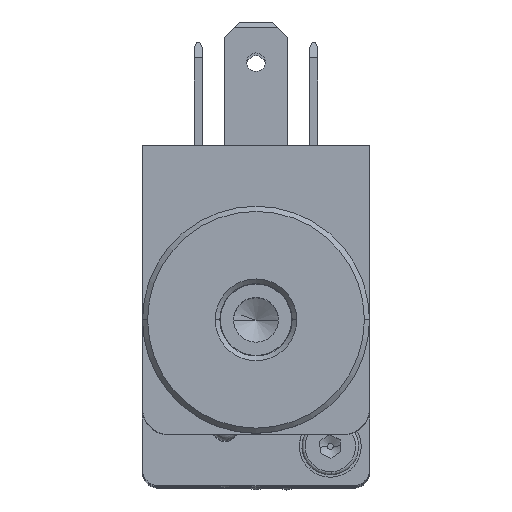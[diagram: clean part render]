
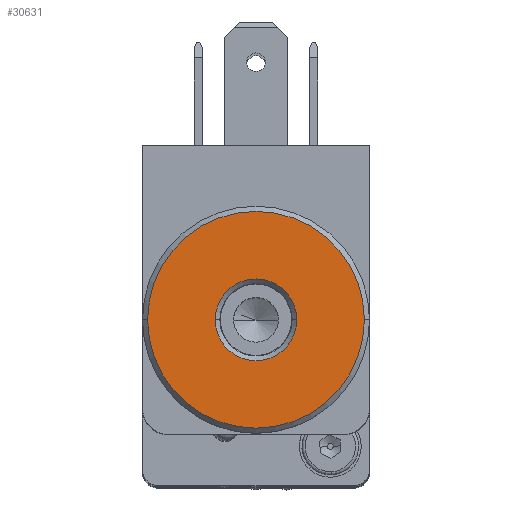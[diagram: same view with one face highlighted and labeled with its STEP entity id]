
A CAD part, top view. The second image highlights one B-rep face of the part: STEP entity #30631.
In plain terms, the highlighted face is planar.
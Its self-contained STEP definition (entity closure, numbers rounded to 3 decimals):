
#30401=CARTESIAN_POINT('',(-10.5,0.,-2.25));
#30402=VERTEX_POINT('',#30401);
#30409=CARTESIAN_POINT('',(10.5,0.0,-2.25));
#30410=VERTEX_POINT('',#30409);
#30411=CARTESIAN_POINT('',(0.0,0.0,-2.25));
#30412=DIRECTION('',(0.0,0.0,1.0));
#30413=DIRECTION('',(-1.0,0.0,0.0));
#30414=AXIS2_PLACEMENT_3D('',#30411,#30412,#30413);
#30415=CIRCLE('',#30414,10.5);
#30416=EDGE_CURVE('',#30402,#30410,#30415,.T.);
#30475=CARTESIAN_POINT('',(-3.956,0.,-2.25));
#30476=VERTEX_POINT('',#30475);
#30490=CARTESIAN_POINT('',(3.956,0.0,-2.25));
#30491=VERTEX_POINT('',#30490);
#30498=CARTESIAN_POINT('',(0.0,0.0,-2.25));
#30499=DIRECTION('',(0.0,0.0,-1.0));
#30500=DIRECTION('',(-1.0,0.0,0.0));
#30501=AXIS2_PLACEMENT_3D('',#30498,#30499,#30500);
#30502=CIRCLE('',#30501,3.956);
#30503=EDGE_CURVE('',#30491,#30476,#30502,.T.);
#30600=CARTESIAN_POINT('',(0.0,0.0,-2.25));
#30601=DIRECTION('',(0.0,0.0,-1.0));
#30602=DIRECTION('',(-1.0,0.0,0.0));
#30603=AXIS2_PLACEMENT_3D('',#30600,#30601,#30602);
#30604=CIRCLE('',#30603,3.956);
#30605=EDGE_CURVE('',#30476,#30491,#30604,.T.);
#30612=CARTESIAN_POINT('',(0.92,0.0,-2.25));
#30613=DIRECTION('',(0.0,0.0,1.0));
#30614=DIRECTION('',(1.0,0.0,0.0));
#30615=AXIS2_PLACEMENT_3D('',#30612,#30613,#30614);
#30616=PLANE('',#30615);
#30617=CARTESIAN_POINT('',(0.0,0.0,-2.25));
#30618=DIRECTION('',(0.0,0.0,1.0));
#30619=DIRECTION('',(-1.0,0.0,0.0));
#30620=AXIS2_PLACEMENT_3D('',#30617,#30618,#30619);
#30621=CIRCLE('',#30620,10.5);
#30622=EDGE_CURVE('',#30410,#30402,#30621,.T.);
#30623=ORIENTED_EDGE('',*,*,#30622,.F.);
#30624=ORIENTED_EDGE('',*,*,#30416,.F.);
#30625=EDGE_LOOP('',(#30623,#30624));
#30626=FACE_OUTER_BOUND('',#30625,.T.);
#30627=ORIENTED_EDGE('',*,*,#30503,.F.);
#30628=ORIENTED_EDGE('',*,*,#30605,.F.);
#30629=EDGE_LOOP('',(#30627,#30628));
#30630=FACE_BOUND('',#30629,.T.);
#30631=ADVANCED_FACE('',(#30626,#30630),#30616,.F.);
